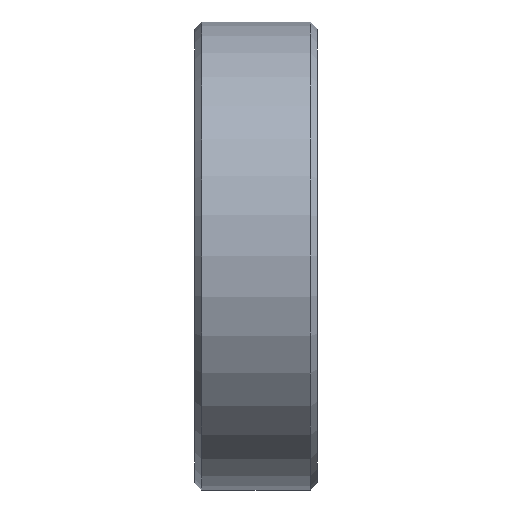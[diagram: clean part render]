
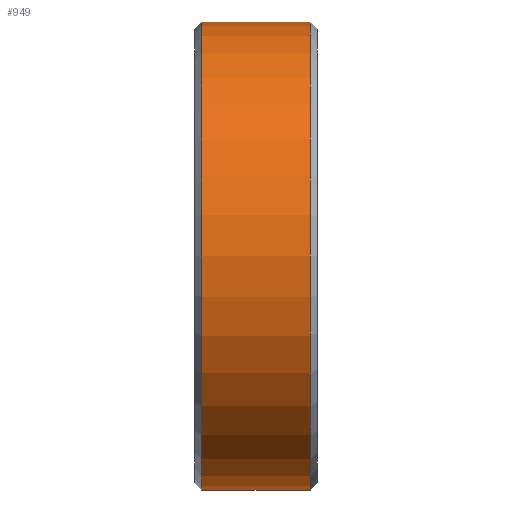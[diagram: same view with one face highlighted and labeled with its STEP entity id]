
A CAD part, left-side view. The second image highlights one B-rep face of the part: STEP entity #949.
In plain terms, the highlighted cylindrical face has radius 16.891 mm (diameter 33.782 mm), a partial arc.
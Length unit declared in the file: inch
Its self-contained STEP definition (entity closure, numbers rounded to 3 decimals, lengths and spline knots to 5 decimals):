
#83 = EDGE_LOOP ( 'NONE', ( #1785, #1805, #1789, #1792 ) ) ;
#95 = EDGE_CURVE ( 'NONE', #792, #1996, #1514, .T. ) ;
#96 = EDGE_CURVE ( 'NONE', #1993, #1980, #1560, .T. ) ;
#195 = AXIS2_PLACEMENT_3D ( 'NONE', #534, #530, #537 ) ;
#204 = VECTOR ( 'NONE', #1240, 39.37008 ) ;
#530 = DIRECTION ( 'NONE',  ( 0., -1., 0. ) ) ;
#533 = FACE_OUTER_BOUND ( 'NONE', #83, .T. ) ;
#534 = CARTESIAN_POINT ( 'NONE',  ( 0., 0., 0. ) ) ;
#536 = CYLINDRICAL_SURFACE ( 'NONE', #195, 0.665 ) ;
#537 = DIRECTION ( 'NONE',  ( 0., 0., -1. ) ) ;
#792 = VERTEX_POINT ( 'NONE', #1102 ) ;
#949 = ADVANCED_FACE ( 'NONE', ( #533 ), #536, .T. ) ;
#1102 = CARTESIAN_POINT ( 'NONE',  ( 0., 0.329, 0.665 ) ) ;
#1238 = LINE ( 'NONE', #1239, #204 ) ;
#1239 = CARTESIAN_POINT ( 'NONE',  ( 0., 0., 0.665 ) ) ;
#1240 = DIRECTION ( 'NONE',  ( 0., -1., 0. ) ) ;
#1241 = LINE ( 'NONE', #1242, #1446 ) ;
#1242 = CARTESIAN_POINT ( 'NONE',  ( 0., 0., -0.665 ) ) ;
#1243 = DIRECTION ( 'NONE',  ( 0., -1., 0. ) ) ;
#1312 = CARTESIAN_POINT ( 'NONE',  ( 0., 0.02, 0.665 ) ) ;
#1317 = CARTESIAN_POINT ( 'NONE',  ( 0., 0.02, -0.665 ) ) ;
#1319 = CARTESIAN_POINT ( 'NONE',  ( 0., 0.329, -0.665 ) ) ;
#1359 = CARTESIAN_POINT ( 'NONE',  ( 0., 0.329, 0. ) ) ;
#1360 = DIRECTION ( 'NONE',  ( 0., -1., 0. ) ) ;
#1361 = DIRECTION ( 'NONE',  ( 0., 0., 1. ) ) ;
#1362 = CARTESIAN_POINT ( 'NONE',  ( 0., 0.02, 0. ) ) ;
#1363 = DIRECTION ( 'NONE',  ( 0., 1., 0. ) ) ;
#1364 = DIRECTION ( 'NONE',  ( 0., 0., -1. ) ) ;
#1446 = VECTOR ( 'NONE', #1243, 39.37008 ) ;
#1514 = CIRCLE ( 'NONE', #1520, 0.665 ) ;
#1520 = AXIS2_PLACEMENT_3D ( 'NONE', #1359, #1360, #1361 ) ;
#1554 = AXIS2_PLACEMENT_3D ( 'NONE', #1362, #1363, #1364 ) ;
#1560 = CIRCLE ( 'NONE', #1554, 0.665 ) ;
#1785 = ORIENTED_EDGE ( 'NONE', *, *, #1854, .F. ) ;
#1789 = ORIENTED_EDGE ( 'NONE', *, *, #1855, .T. ) ;
#1792 = ORIENTED_EDGE ( 'NONE', *, *, #96, .T. ) ;
#1805 = ORIENTED_EDGE ( 'NONE', *, *, #95, .T. ) ;
#1854 = EDGE_CURVE ( 'NONE', #792, #1980, #1238, .T. ) ;
#1855 = EDGE_CURVE ( 'NONE', #1996, #1993, #1241, .T. ) ;
#1980 = VERTEX_POINT ( 'NONE', #1312 ) ;
#1993 = VERTEX_POINT ( 'NONE', #1317 ) ;
#1996 = VERTEX_POINT ( 'NONE', #1319 ) ;
